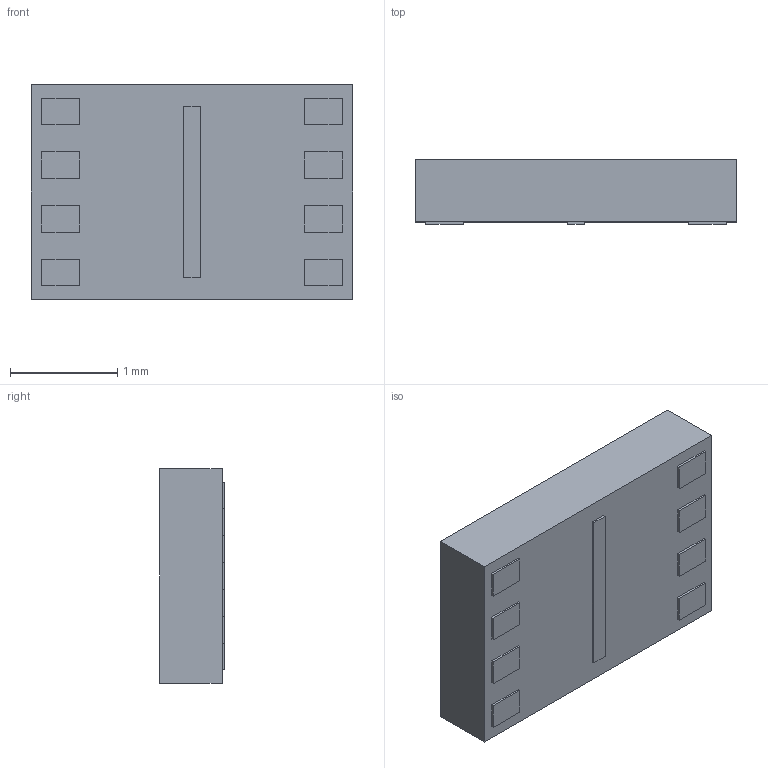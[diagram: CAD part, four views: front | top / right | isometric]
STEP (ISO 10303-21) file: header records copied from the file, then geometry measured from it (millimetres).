
FILE_DESCRIPTION(/* description */ (''),/* implementation_level */ '2;1');
FILE_NAME(/* name */ 'USON_2X3.step',/* time_stamp */ '2022-05-28T18:35:53+02:00',/* author */ (''),/* organization */ (''),/* preprocessor_version */ 'ST-DEVELOPER v19',/* originating_system */ 'Autodesk Translation Framework v11.7.0.108',/* authorisation */ '');
FILE_SCHEMA (('AUTOMOTIVE_DESIGN { 1 0 10303 214 3 1 1 }'));
Length unit declared in the file: millimetre
Products named in the file (1): USON_2X3
Bounding box: 3 x 0.6 x 2 mm (x, y, z)
Volume: 3.5 mm3; surface area: 18.1 mm2
Topology: 1 solids, 1 shells, 53 faces, 123 edges, 82 vertices
Faces by surface type: plane 52, cylinder 1
Full cylindrical faces by diameter (mm): 0.25 x1
Entity records: 1512 total; most frequent: CARTESIAN_POINT 259, ORIENTED_EDGE 246, DIRECTION 233, EDGE_CURVE 123, LINE 121, VECTOR 121, VERTEX_POINT 82, EDGE_LOOP 63
